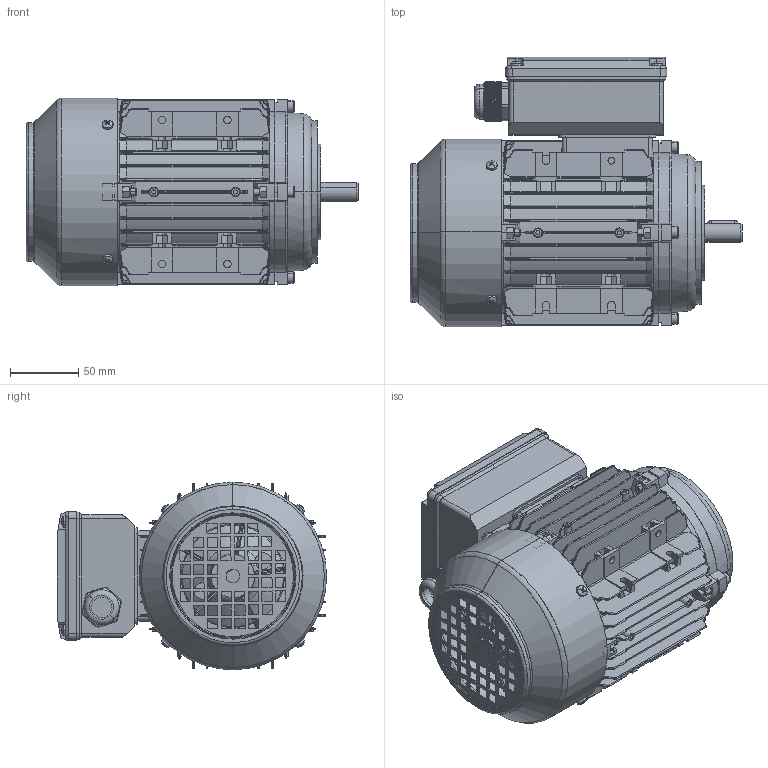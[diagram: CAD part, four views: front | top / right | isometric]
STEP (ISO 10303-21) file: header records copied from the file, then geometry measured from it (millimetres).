
FILE_DESCRIPTION (( 'STEP AP203' ), '1' );
FILE_NAME ('MY2 71 B14 臏源.STEP', '2024-09-04T02:07:55', ( '' ), ( '' ), 'SwSTEP 2.0', 'SolidWorks 2023', '' );
FILE_SCHEMA (( 'CONFIG_CONTROL_DESIGN' ));
Length unit declared in the file: millimetre
Products named in the file (16): TAN71 B14盖; TAN71 机壳; cross recessed thread forming screws gb_GB_CROSS_SCREWS_TYPE138 M4X10-N; M20×1.5螺套; (MY2 63-71)MY63-71接线盒座(铝) 方; plain parallel keys_GB_CONNECTING_PIECE_KEYS_CSK 5X22; MS71 风叶; cross recessed pan head screws gb_GB_CROSS_SCREWS_TYPE1 M4X12-12  H type-N; TAN71 后盖; (MY2 63-71)MY63-71接线盒总成 (铝) 方; hexagon nuts grade c gb_GB_FASTENER_NUT_SNC1 M5-N; TA71风罩; MY2 71 B14 铝方; hexagon socket head cap screws gb_GB_FASTENER_SCREWS_HSHCS M5X25-N; (MY2 63-71)MY63-71接线盒盖(铝) 方; T71转轴
Assembly tree (35 placements, depth 3):
  MY2 71 B14 铝方
    TAN71 机壳
    TAN71 后盖
    T71转轴
    TA71风罩
    MS71 风叶
    hexagon nuts grade c gb_GB_FASTENER_NUT_SNC1 M5-N  x8
    hexagon socket head cap screws gb_GB_FASTENER_SCREWS_HSHCS M5X25-N  x8
    cross recessed thread forming screws gb_GB_CROSS_SCREWS_TYPE138 M4X10-N  x4
    plain parallel keys_GB_CONNECTING_PIECE_KEYS_CSK 5X22
    TAN71 B14盖
    (MY2 63-71)MY63-71接线盒总成 (铝) 方
      (MY2 63-71)MY63-71接线盒座(铝) 方
      (MY2 63-71)MY63-71接线盒盖(铝) 方
      cross recessed pan head screws gb_GB_CROSS_SCREWS_TYPE1 M4X12-12  H type-N  x4
      M20×1.5螺套
Bounding box: 244 x 197.95 x 137.9 mm (x, y, z)
Volume: 636016 mm3; surface area: 510107.3 mm2
Topology: 34 solids, 34 shells, 4124 faces, 10710 edges, 6688 vertices
Faces by surface type: plane 2008, cylinder 1063, bspline 548, cone 351, torus 126, sphere 28
Entity records: 131922 total; most frequent: CARTESIAN_POINT 43889, ORIENTED_EDGE 19300, DIRECTION 16204, EDGE_CURVE 9650, VERTEX_POINT 6053, AXIS2_PLACEMENT_3D 5626, LINE 4952, VECTOR 4952
